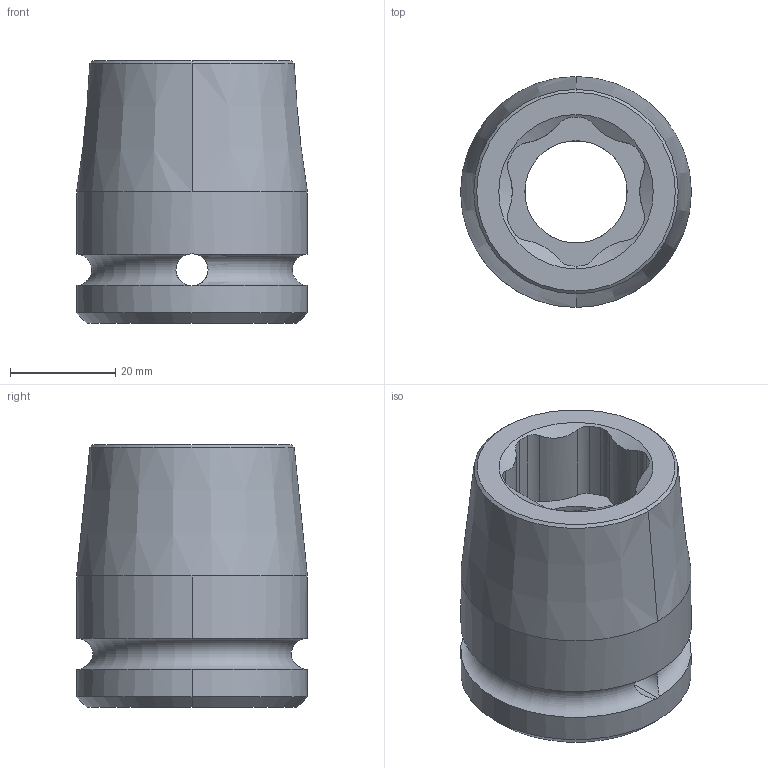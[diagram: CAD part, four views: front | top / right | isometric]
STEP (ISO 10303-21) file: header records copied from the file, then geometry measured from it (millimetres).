
FILE_DESCRIPTION((''),'2;1');
FILE_NAME('4027150824','2023-08-22T10:20:21',('A00565553'),(''),'CREO PARAMETRIC BY PTC INC, 2022414','CREO PARAMETRIC BY PTC INC, 2022414','');
FILE_SCHEMA(('CONFIG_CONTROL_DESIGN','GEOMETRIC_VALIDATION_PROPERTIES_MIM'));
Length unit declared in the file: millimetre
Products named in the file (1): 4027150824
Bounding box: 43.9 x 43.9 x 50 mm (x, y, z)
Volume: 48103.7 mm3; surface area: 12885 mm2
Topology: 1 solids, 1 shells, 71 faces, 198 edges, 128 vertices
Faces by surface type: cylinder 38, cone 16, plane 15, torus 2
Entity records: 3229 total; most frequent: CARTESIAN_POINT 683, ORIENTED_EDGE 396, DIRECTION 380, PRESENTATION_STYLE_ASSIGNMENT 199, STYLED_ITEM 199, CURVE_STYLE 198, EDGE_CURVE 198, AXIS2_PLACEMENT_3D 153
